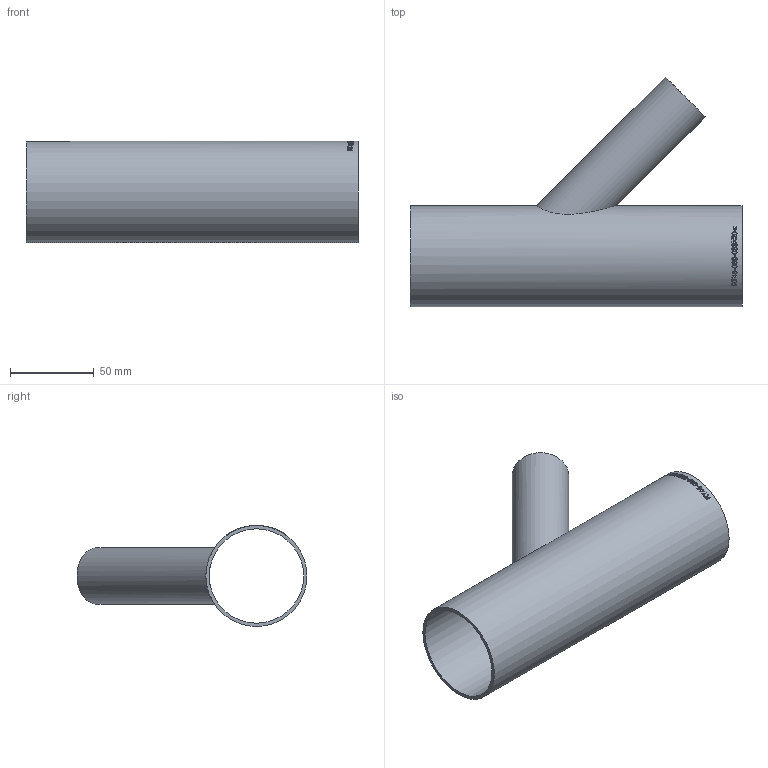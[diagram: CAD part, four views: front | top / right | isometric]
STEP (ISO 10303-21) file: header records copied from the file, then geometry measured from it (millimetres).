
FILE_DESCRIPTION (( 'STEP AP214' ), '1' );
FILE_NAME ('RT45-060-033X20-x T-Stück 45°reduziert Ø60,3 L198 1911.STEP', '2019-11-19T13:45:19', ( '' ), ( '' ), 'SwSTEP 2.0', 'SolidWorks 2016', '' );
FILE_SCHEMA (( 'AUTOMOTIVE_DESIGN' ));
Length unit declared in the file: millimetre
Products named in the file (1): RT45-060-033X20-x T-Stück 45°reduziert Ø60,3 L198  1911
Bounding box: 198 x 137.16 x 60.3 mm (x, y, z)
Volume: 89413.6 mm3; surface area: 90339.3 mm2
Topology: 1 solids, 1 shells, 234 faces, 625 edges, 417 vertices
Faces by surface type: bspline 148, plane 58, cylinder 28
Full cylindrical faces by diameter (mm): 29.7 x1, 33.7 x1, 56.3 x1, 60.3 x1
Entity records: 27322 total; most frequent: CARTESIAN_POINT 20333, ORIENTED_EDGE 1234, EDGE_CURVE 617, B_SPLINE_CURVE_WITH_KNOTS 461, VERTEX_POINT 414, DIRECTION 404, EDGE_LOOP 267, FACE_OUTER_BOUND 238
